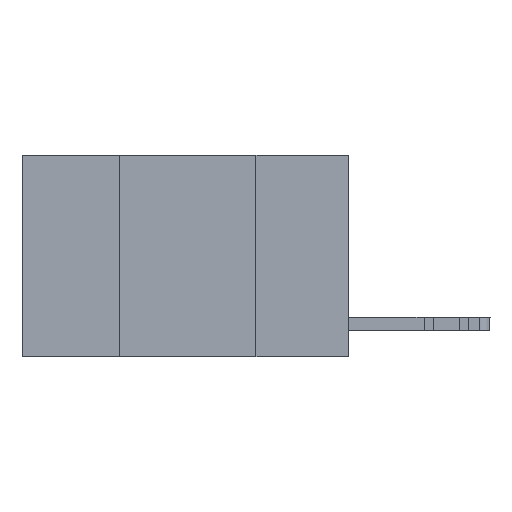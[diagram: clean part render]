
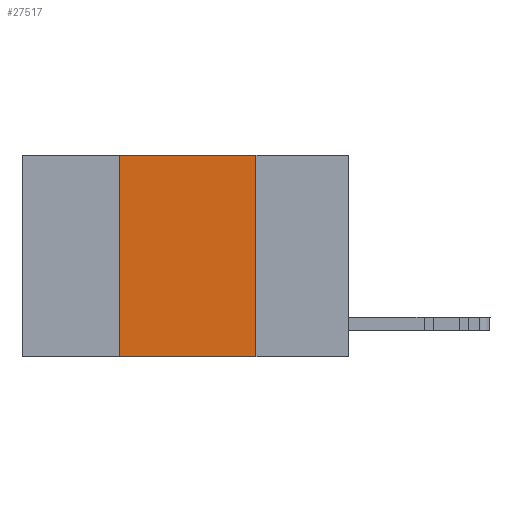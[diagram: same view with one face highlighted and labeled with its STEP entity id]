
A CAD part, left-side view. The second image highlights one B-rep face of the part: STEP entity #27517.
In plain terms, the highlighted planar face has unit normal (-1, 0, 0).
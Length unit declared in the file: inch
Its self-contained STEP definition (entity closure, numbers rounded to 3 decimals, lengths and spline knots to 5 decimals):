
#1240 = EDGE_LOOP ( 'NONE', ( #25997, #25541, #27156, #3438 ) ) ;
#1317 = CARTESIAN_POINT ( 'NONE',  ( 0., 0.6, -0.37 ) ) ;
#1454 = EDGE_CURVE ( 'NONE', #25471, #19167, #18771, .T. ) ;
#1950 = DIRECTION ( 'NONE',  ( 0., -1., 0. ) ) ;
#1953 = VECTOR ( 'NONE', #18912, 39.37008 ) ;
#3164 = FACE_OUTER_BOUND ( 'NONE', #1240, .T. ) ;
#3438 = ORIENTED_EDGE ( 'NONE', *, *, #21690, .T. ) ;
#5576 = LINE ( 'NONE', #1317, #29153 ) ;
#6596 = VECTOR ( 'NONE', #7318, 39.37008 ) ;
#6654 = VERTEX_POINT ( 'NONE', #29461 ) ;
#6855 = PLANE ( 'NONE',  #16775 ) ;
#7176 = EDGE_CURVE ( 'NONE', #19167, #6654, #27923, .T. ) ;
#7318 = DIRECTION ( 'NONE',  ( 0., 0., 1. ) ) ;
#8167 = LINE ( 'NONE', #23481, #1953 ) ;
#9133 = DIRECTION ( 'NONE',  ( 1., 0., 0. ) ) ;
#10593 = CARTESIAN_POINT ( 'NONE',  ( 0., 0.42, -0.37 ) ) ;
#11168 = VECTOR ( 'NONE', #1950, 39.37008 ) ;
#15814 = CARTESIAN_POINT ( 'NONE',  ( 0., 0.6, 0. ) ) ;
#15963 = CARTESIAN_POINT ( 'NONE',  ( 0., 0.6, 0. ) ) ;
#16646 = VERTEX_POINT ( 'NONE', #24753 ) ;
#16775 = AXIS2_PLACEMENT_3D ( 'NONE', #15963, #9133, #25088 ) ;
#18771 = LINE ( 'NONE', #23188, #6596 ) ;
#18912 = DIRECTION ( 'NONE',  ( 0., 0., -1. ) ) ;
#19167 = VERTEX_POINT ( 'NONE', #26565 ) ;
#21690 = EDGE_CURVE ( 'NONE', #25471, #16646, #5576, .T. ) ;
#22056 = DIRECTION ( 'NONE',  ( 0., -1., 0. ) ) ;
#23188 = CARTESIAN_POINT ( 'NONE',  ( 0., 0.42, 0. ) ) ;
#23481 = CARTESIAN_POINT ( 'NONE',  ( 0., 0.17, 0. ) ) ;
#24753 = CARTESIAN_POINT ( 'NONE',  ( 0., 0.17, -0.37 ) ) ;
#25088 = DIRECTION ( 'NONE',  ( 0., 0., -1. ) ) ;
#25471 = VERTEX_POINT ( 'NONE', #10593 ) ;
#25541 = ORIENTED_EDGE ( 'NONE', *, *, #7176, .F. ) ;
#25997 = ORIENTED_EDGE ( 'NONE', *, *, #28372, .F. ) ;
#26565 = CARTESIAN_POINT ( 'NONE',  ( 0., 0.42, 0. ) ) ;
#27156 = ORIENTED_EDGE ( 'NONE', *, *, #1454, .F. ) ;
#27517 = ADVANCED_FACE ( 'NONE', ( #3164 ), #6855, .F. ) ;
#27923 = LINE ( 'NONE', #15814, #11168 ) ;
#28372 = EDGE_CURVE ( 'NONE', #6654, #16646, #8167, .T. ) ;
#29153 = VECTOR ( 'NONE', #22056, 39.37008 ) ;
#29461 = CARTESIAN_POINT ( 'NONE',  ( 0., 0.17, 0. ) ) ;
